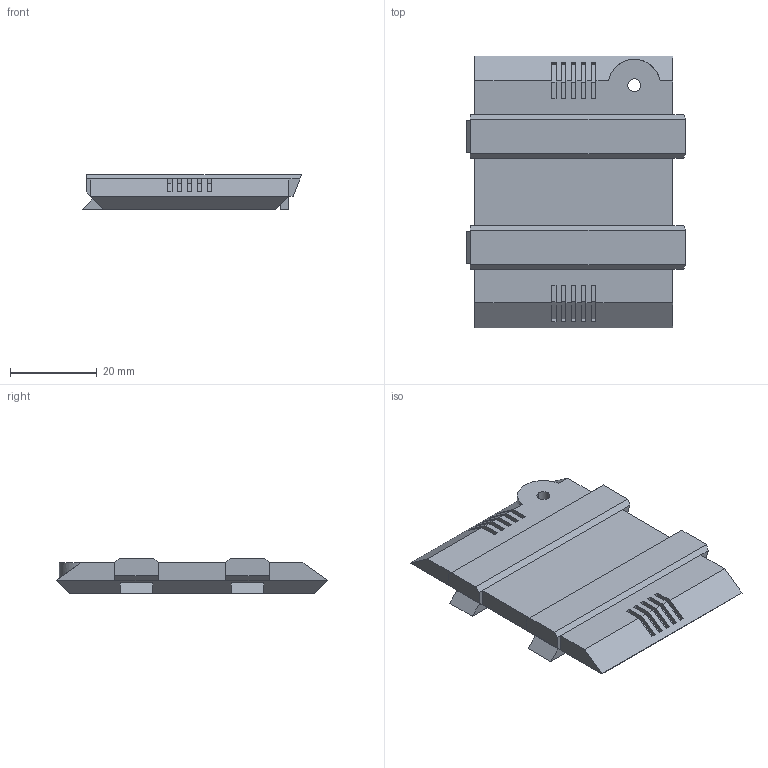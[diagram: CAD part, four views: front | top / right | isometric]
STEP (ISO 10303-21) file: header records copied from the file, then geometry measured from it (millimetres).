
FILE_DESCRIPTION (( 'STEP AP203' ), '1' );
FILE_NAME ('27.) Engine Cover.STEP', '2024-04-05T15:30:21', ( '' ), ( '' ), 'SwSTEP 2.0', 'SolidWorks 2024', '' );
FILE_SCHEMA (( 'CONFIG_CONTROL_DESIGN' ));
Length unit declared in the file: millimetre
Products named in the file (1): 27.) Engine Cover
Bounding box: 50.47 x 62.6 x 8 mm (x, y, z)
Volume: 18845.1 mm3; surface area: 7557.7 mm2
Topology: 1 solids, 1 shells, 147 faces, 406 edges, 262 vertices
Faces by surface type: plane 142, cylinder 5
Entity records: 4642 total; most frequent: CARTESIAN_POINT 819, ORIENTED_EDGE 812, DIRECTION 710, EDGE_CURVE 406, LINE 396, VECTOR 396, VERTEX_POINT 262, AXIS2_PLACEMENT_3D 157
